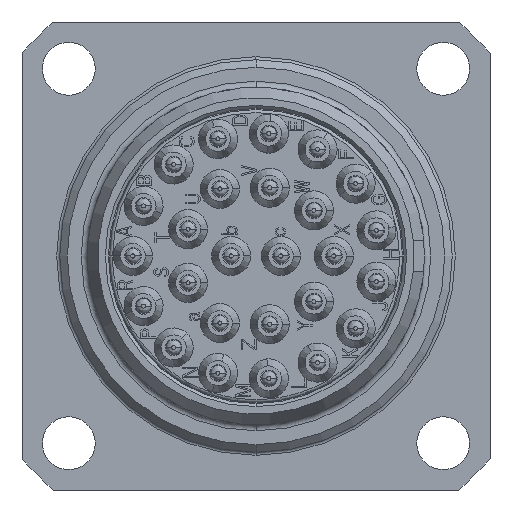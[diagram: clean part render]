
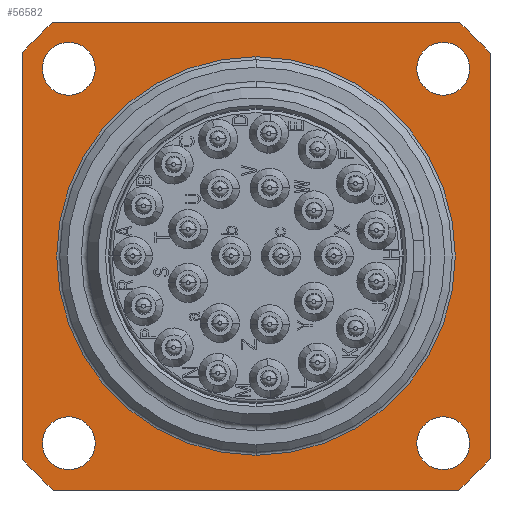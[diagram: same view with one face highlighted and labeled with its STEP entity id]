
A CAD part, left-side view. The second image highlights one B-rep face of the part: STEP entity #56582.
In plain terms, the highlighted planar face has unit normal (-1, 0, 0).
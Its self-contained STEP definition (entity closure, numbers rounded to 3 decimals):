
#179=CARTESIAN_POINT('',(-1.5,0.,0.));
#180=DIRECTION('',(1.,0.,0.));
#181=DIRECTION('',(0.,0.654,-0.756));
#182=AXIS2_PLACEMENT_3D('',#179,#180,#181);
#184=DIRECTION('',(0.,0.,1.));
#185=VECTOR('',#184,26.833);
#186=CARTESIAN_POINT('',(-1.5,15.5,-13.416));
#187=LINE('4054',#186,#185);
#188=CARTESIAN_POINT('',(-1.5,0.,0.));
#189=DIRECTION('',(1.,0.,0.));
#190=DIRECTION('',(0.,0.756,0.654));
#191=AXIS2_PLACEMENT_3D('',#188,#189,#190);
#193=DIRECTION('',(0.,-1.,0.));
#194=VECTOR('',#193,26.833);
#195=CARTESIAN_POINT('',(-1.5,13.416,15.5));
#196=LINE('4055',#195,#194);
#197=CARTESIAN_POINT('',(-1.5,0.,0.));
#198=DIRECTION('',(1.,0.,0.));
#199=DIRECTION('',(0.,-0.654,0.756));
#200=AXIS2_PLACEMENT_3D('',#197,#198,#199);
#202=DIRECTION('',(0.,0.,-1.));
#203=VECTOR('',#202,26.833);
#204=CARTESIAN_POINT('',(-1.5,-15.5,13.416));
#205=LINE('4056',#204,#203);
#206=CARTESIAN_POINT('',(-1.5,0.,0.));
#207=DIRECTION('',(1.,0.,0.));
#208=DIRECTION('',(0.,-0.756,-0.654));
#209=AXIS2_PLACEMENT_3D('',#206,#207,#208);
#211=DIRECTION('',(0.,1.,0.));
#212=VECTOR('',#211,26.833);
#213=CARTESIAN_POINT('',(-1.5,-13.416,-15.5));
#214=LINE('4057',#213,#212);
#215=CARTESIAN_POINT('',(-1.5,-12.4,-12.4));
#216=DIRECTION('',(-1.,0.,0.));
#217=DIRECTION('',(0.,0.,-1.));
#218=AXIS2_PLACEMENT_3D('',#215,#216,#217);
#220=CARTESIAN_POINT('',(-1.5,-12.4,-12.4));
#221=DIRECTION('',(-1.,0.,0.));
#222=DIRECTION('',(0.,0.,1.));
#223=AXIS2_PLACEMENT_3D('',#220,#221,#222);
#225=CARTESIAN_POINT('',(-1.5,-12.4,12.4));
#226=DIRECTION('',(-1.,0.,0.));
#227=DIRECTION('',(0.,0.,-1.));
#228=AXIS2_PLACEMENT_3D('',#225,#226,#227);
#230=CARTESIAN_POINT('',(-1.5,-12.4,12.4));
#231=DIRECTION('',(-1.,0.,0.));
#232=DIRECTION('',(0.,0.,1.));
#233=AXIS2_PLACEMENT_3D('',#230,#231,#232);
#235=CARTESIAN_POINT('',(-1.5,12.4,12.4));
#236=DIRECTION('',(-1.,0.,0.));
#237=DIRECTION('',(0.,0.,-1.));
#238=AXIS2_PLACEMENT_3D('',#235,#236,#237);
#240=CARTESIAN_POINT('',(-1.5,12.4,12.4));
#241=DIRECTION('',(-1.,0.,0.));
#242=DIRECTION('',(0.,0.,1.));
#243=AXIS2_PLACEMENT_3D('',#240,#241,#242);
#245=CARTESIAN_POINT('',(-1.5,12.4,-12.4));
#246=DIRECTION('',(-1.,0.,0.));
#247=DIRECTION('',(0.,0.,-1.));
#248=AXIS2_PLACEMENT_3D('',#245,#246,#247);
#250=CARTESIAN_POINT('',(-1.5,12.4,-12.4));
#251=DIRECTION('',(-1.,0.,0.));
#252=DIRECTION('',(0.,0.,1.));
#253=AXIS2_PLACEMENT_3D('',#250,#251,#252);
#325=CARTESIAN_POINT('',(-1.5,0.,0.));
#326=DIRECTION('',(1.,0.,0.));
#327=DIRECTION('',(0.,0.,-1.));
#328=AXIS2_PLACEMENT_3D('',#325,#326,#327);
#358=CARTESIAN_POINT('',(-1.5,0.,0.));
#359=DIRECTION('',(1.,0.,0.));
#360=DIRECTION('',(0.,0.,1.));
#361=AXIS2_PLACEMENT_3D('',#358,#359,#360);
#45834=CARTESIAN_POINT('',(-1.5,15.5,-13.416));
#45835=CARTESIAN_POINT('',(-1.5,15.5,13.416));
#45836=VERTEX_POINT('',#45834);
#45837=VERTEX_POINT('',#45835);
#45838=CARTESIAN_POINT('',(-1.5,13.416,15.5));
#45839=CARTESIAN_POINT('',(-1.5,-13.416,15.5));
#45840=VERTEX_POINT('',#45838);
#45841=VERTEX_POINT('',#45839);
#45842=CARTESIAN_POINT('',(-1.5,-15.5,13.416));
#45843=CARTESIAN_POINT('',(-1.5,-15.5,-13.416));
#45844=VERTEX_POINT('',#45842);
#45845=VERTEX_POINT('',#45843);
#45846=CARTESIAN_POINT('',(-1.5,-13.416,-15.5));
#45847=CARTESIAN_POINT('',(-1.5,13.416,-15.5));
#45848=VERTEX_POINT('',#45846);
#45849=VERTEX_POINT('',#45847);
#45866=CARTESIAN_POINT('',(-1.5,-12.4,-14.15));
#45867=CARTESIAN_POINT('',(-1.5,-12.4,-10.65));
#45868=VERTEX_POINT('',#45866);
#45869=VERTEX_POINT('',#45867);
#45870=CARTESIAN_POINT('',(-1.5,-12.4,10.65));
#45871=CARTESIAN_POINT('',(-1.5,-12.4,14.15));
#45872=VERTEX_POINT('',#45870);
#45873=VERTEX_POINT('',#45871);
#45874=CARTESIAN_POINT('',(-1.5,12.4,10.65));
#45875=CARTESIAN_POINT('',(-1.5,12.4,14.15));
#45876=VERTEX_POINT('',#45874);
#45877=VERTEX_POINT('',#45875);
#45878=CARTESIAN_POINT('',(-1.5,12.4,-14.15));
#45879=CARTESIAN_POINT('',(-1.5,12.4,-10.65));
#45880=VERTEX_POINT('',#45878);
#45881=VERTEX_POINT('',#45879);
#45942=CARTESIAN_POINT('',(-1.5,0.,-13.2));
#45943=CARTESIAN_POINT('',(-1.5,0.,13.2));
#45944=VERTEX_POINT('',#45942);
#45945=VERTEX_POINT('',#45943);
#56530=CARTESIAN_POINT('',(-1.5,0.,0.));
#56531=DIRECTION('',(1.,0.,0.));
#56532=DIRECTION('',(0.,-1.,0.));
#56533=AXIS2_PLACEMENT_3D('',#56530,#56531,#56532);
#56534=PLANE('279',#56533);
#56535=ORIENTED_EDGE('4190',*,*,#56513,.T.);
#56537=ORIENTED_EDGE('4054',*,*,#56536,.T.);
#56539=ORIENTED_EDGE('4191',*,*,#56538,.T.);
#56541=ORIENTED_EDGE('4055',*,*,#56540,.T.);
#56543=ORIENTED_EDGE('4192',*,*,#56542,.T.);
#56545=ORIENTED_EDGE('4056',*,*,#56544,.T.);
#56547=ORIENTED_EDGE('4193',*,*,#56546,.T.);
#56549=ORIENTED_EDGE('4057',*,*,#56548,.T.);
#56550=EDGE_LOOP('279',(#56535,#56537,#56539,#56541,#56543,#56545,#56547,
#56549));
#56551=FACE_OUTER_BOUND('279',#56550,.F.);
#56553=ORIENTED_EDGE('4062',*,*,#56552,.T.);
#56555=ORIENTED_EDGE('4063',*,*,#56554,.T.);
#56556=EDGE_LOOP('279',(#56553,#56555));
#56557=FACE_BOUND('279',#56556,.F.);
#56559=ORIENTED_EDGE('4064',*,*,#56558,.T.);
#56561=ORIENTED_EDGE('4065',*,*,#56560,.T.);
#56562=EDGE_LOOP('279',(#56559,#56561));
#56563=FACE_BOUND('279',#56562,.F.);
#56565=ORIENTED_EDGE('4066',*,*,#56564,.T.);
#56567=ORIENTED_EDGE('4067',*,*,#56566,.T.);
#56568=EDGE_LOOP('279',(#56565,#56567));
#56569=FACE_BOUND('279',#56568,.F.);
#56571=ORIENTED_EDGE('4068',*,*,#56570,.T.);
#56573=ORIENTED_EDGE('4069',*,*,#56572,.T.);
#56574=EDGE_LOOP('279',(#56571,#56573));
#56575=FACE_BOUND('279',#56574,.F.);
#56577=ORIENTED_EDGE('4117',*,*,#56576,.F.);
#56579=ORIENTED_EDGE('4119',*,*,#56578,.F.);
#56580=EDGE_LOOP('279',(#56577,#56579));
#56581=FACE_BOUND('279',#56580,.F.);
#183=CIRCLE('4190',#182,20.5);
#192=CIRCLE('4191',#191,20.5);
#201=CIRCLE('4192',#200,20.5);
#210=CIRCLE('4193',#209,20.5);
#219=CIRCLE('4062',#218,1.75);
#224=CIRCLE('4063',#223,1.75);
#229=CIRCLE('4064',#228,1.75);
#234=CIRCLE('4065',#233,1.75);
#239=CIRCLE('4066',#238,1.75);
#244=CIRCLE('4067',#243,1.75);
#249=CIRCLE('4068',#248,1.75);
#254=CIRCLE('4069',#253,1.75);
#329=CIRCLE('4117',#328,13.2);
#362=CIRCLE('4119',#361,13.2);
#56513=EDGE_CURVE('4190',#45849,#45836,#183,.T.);
#56536=EDGE_CURVE('4054',#45836,#45837,#187,.T.);
#56538=EDGE_CURVE('4191',#45837,#45840,#192,.T.);
#56540=EDGE_CURVE('4055',#45840,#45841,#196,.T.);
#56542=EDGE_CURVE('4192',#45841,#45844,#201,.T.);
#56544=EDGE_CURVE('4056',#45844,#45845,#205,.T.);
#56546=EDGE_CURVE('4193',#45845,#45848,#210,.T.);
#56548=EDGE_CURVE('4057',#45848,#45849,#214,.T.);
#56552=EDGE_CURVE('4062',#45868,#45869,#219,.T.);
#56554=EDGE_CURVE('4063',#45869,#45868,#224,.T.);
#56558=EDGE_CURVE('4064',#45872,#45873,#229,.T.);
#56560=EDGE_CURVE('4065',#45873,#45872,#234,.T.);
#56564=EDGE_CURVE('4066',#45876,#45877,#239,.T.);
#56566=EDGE_CURVE('4067',#45877,#45876,#244,.T.);
#56570=EDGE_CURVE('4068',#45880,#45881,#249,.T.);
#56572=EDGE_CURVE('4069',#45881,#45880,#254,.T.);
#56576=EDGE_CURVE('4117',#45944,#45945,#329,.T.);
#56578=EDGE_CURVE('4119',#45945,#45944,#362,.T.);
#56582=ADVANCED_FACE('279',(#56551,#56557,#56563,#56569,#56575,#56581),#56534,
.F.);
